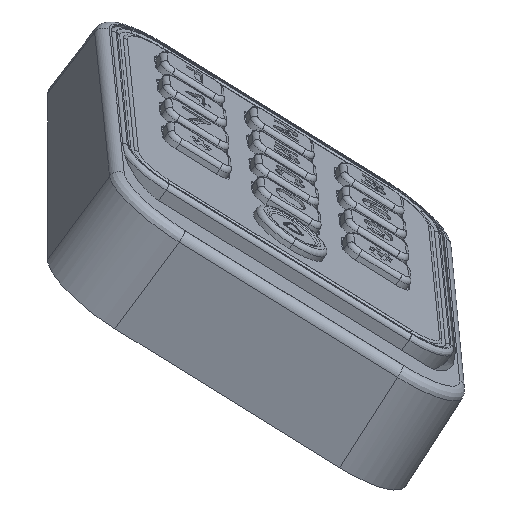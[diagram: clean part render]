
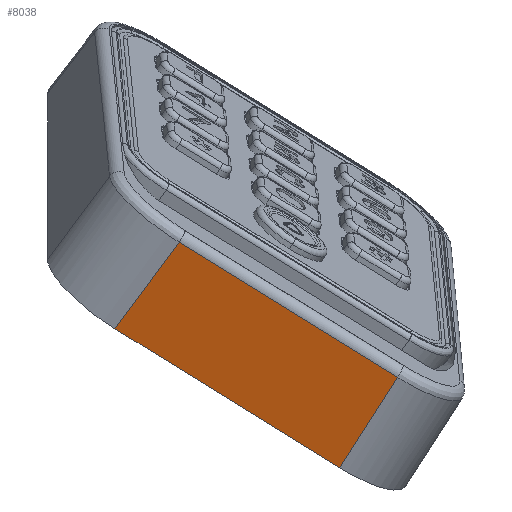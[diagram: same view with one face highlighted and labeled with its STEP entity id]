
A CAD part, front view. The second image highlights one B-rep face of the part: STEP entity #8038.
In plain terms, the highlighted face is planar.
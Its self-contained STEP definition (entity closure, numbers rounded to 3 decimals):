
#179=CARTESIAN_POINT('Vertex',(25.027,-60.017,-0.5)) ;
#182=CARTESIAN_POINT('Line Origine',(0.,-60.017,-0.5)) ;
#186=CARTESIAN_POINT('Vertex',(-25.027,-60.017,-0.5)) ;
#7608=CARTESIAN_POINT('Vertex',(-24.306,-59.297,20.132)) ;
#7739=CARTESIAN_POINT('Line Origine',(-40.,-59.297,20.132)) ;
#7743=CARTESIAN_POINT('Vertex',(24.306,-59.297,20.132)) ;
#7949=CARTESIAN_POINT('Line Origine',(25.027,-60.018,-0.522)) ;
#7966=CARTESIAN_POINT('Line Origine',(-25.027,-60.018,-0.522)) ;
#8027=CARTESIAN_POINT('Axis2P3D Location',(-40.,-60.,0.)) ;
#183=DIRECTION('Vector Direction',(1.,0.,0.)) ;
#7740=DIRECTION('Vector Direction',(1.,0.,0.)) ;
#7950=DIRECTION('Vector Direction',(0.035,-0.035,-0.999)) ;
#7967=DIRECTION('Vector Direction',(-0.035,-0.035,-0.999)) ;
#8028=DIRECTION('Axis2P3D Direction',(0.,-0.999,0.035)) ;
#8029=DIRECTION('Axis2P3D XDirection',(0.,-0.035,-0.999)) ;
#8030=AXIS2_PLACEMENT_3D('Plane Axis2P3D',#8027,#8028,#8029) ;
#8033=ORIENTED_EDGE('',*,*,#7953,.T.) ;
#8034=ORIENTED_EDGE('',*,*,#7745,.T.) ;
#8035=ORIENTED_EDGE('',*,*,#7970,.T.) ;
#8036=ORIENTED_EDGE('',*,*,#188,.T.) ;
#184=VECTOR('Line Direction',#183,1.) ;
#7741=VECTOR('Line Direction',#7740,1.) ;
#7951=VECTOR('Line Direction',#7950,1.) ;
#7968=VECTOR('Line Direction',#7967,1.) ;
#8038=ADVANCED_FACE('BREP_WITH_VOIDS #40',(#8037),#8031,.T.) ;
#188=EDGE_CURVE('',#187,#180,#185,.T.) ;
#7745=EDGE_CURVE('',#7744,#7609,#7742,.F.) ;
#7953=EDGE_CURVE('',#180,#7744,#7952,.F.) ;
#7970=EDGE_CURVE('',#7609,#187,#7969,.T.) ;
#8032=EDGE_LOOP('',(#8033,#8034,#8035,#8036)) ;
#8037=FACE_OUTER_BOUND('',#8032,.T.) ;
#185=LINE('Line',#182,#184) ;
#7742=LINE('Line',#7739,#7741) ;
#7952=LINE('Line',#7949,#7951) ;
#7969=LINE('Line',#7966,#7968) ;
#8031=PLANE('',#8030) ;
#180=VERTEX_POINT('',#179) ;
#187=VERTEX_POINT('',#186) ;
#7609=VERTEX_POINT('',#7608) ;
#7744=VERTEX_POINT('',#7743) ;
